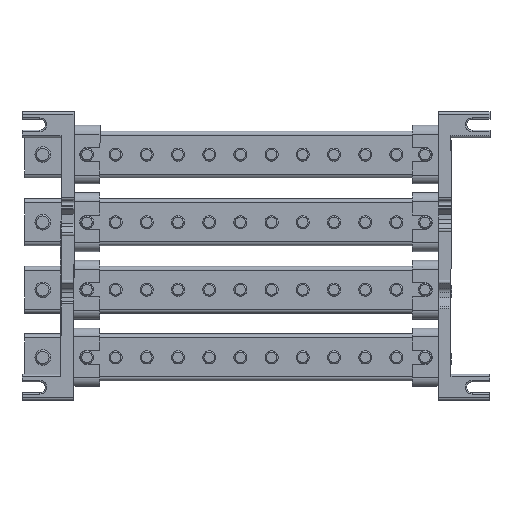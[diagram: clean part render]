
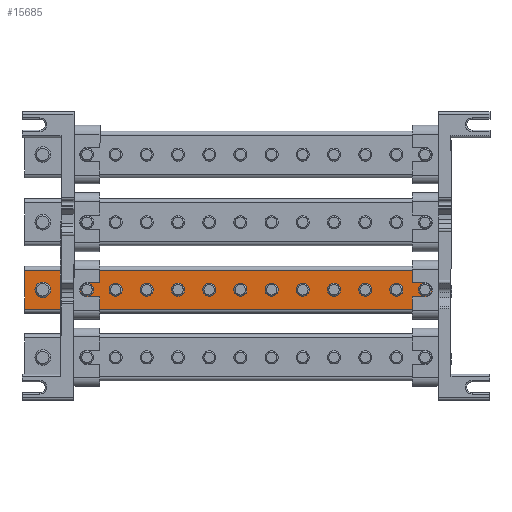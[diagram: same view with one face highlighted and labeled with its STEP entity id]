
A CAD part, front view. The second image highlights one B-rep face of the part: STEP entity #15685.
In plain terms, the highlighted face is planar.
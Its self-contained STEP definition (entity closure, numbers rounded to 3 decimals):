
#826=FACE_BOUND('',#2653,.T.);
#827=FACE_BOUND('',#2654,.T.);
#828=FACE_BOUND('',#2655,.T.);
#829=FACE_BOUND('',#2656,.T.);
#830=FACE_BOUND('',#2657,.T.);
#831=FACE_BOUND('',#2658,.T.);
#832=FACE_BOUND('',#2659,.T.);
#833=FACE_BOUND('',#2660,.T.);
#834=FACE_BOUND('',#2661,.T.);
#835=FACE_BOUND('',#2662,.T.);
#836=FACE_BOUND('',#2663,.T.);
#837=FACE_BOUND('',#2664,.T.);
#838=FACE_BOUND('',#2665,.T.);
#1119=PLANE('',#16737);
#1779=FACE_OUTER_BOUND('',#2652,.T.);
#2652=EDGE_LOOP('',(#13009,#13010,#13011,#13012));
#2653=EDGE_LOOP('',(#13013));
#2654=EDGE_LOOP('',(#13014));
#2655=EDGE_LOOP('',(#13015));
#2656=EDGE_LOOP('',(#13016));
#2657=EDGE_LOOP('',(#13017));
#2658=EDGE_LOOP('',(#13018));
#2659=EDGE_LOOP('',(#13019));
#2660=EDGE_LOOP('',(#13020));
#2661=EDGE_LOOP('',(#13021));
#2662=EDGE_LOOP('',(#13022));
#2663=EDGE_LOOP('',(#13023));
#2664=EDGE_LOOP('',(#13024));
#2665=EDGE_LOOP('',(#13025));
#3938=LINE('',#25385,#5459);
#3939=LINE('',#25388,#5460);
#3940=LINE('',#25390,#5461);
#3941=LINE('',#25391,#5462);
#5459=VECTOR('',#19431,10.);
#5460=VECTOR('',#19434,10.);
#5461=VECTOR('',#19435,10.);
#5462=VECTOR('',#19436,10.);
#6265=CIRCLE('',#16695,2.9);
#6267=CIRCLE('',#16698,2.4);
#6269=CIRCLE('',#16701,2.4);
#6271=CIRCLE('',#16704,2.4);
#6273=CIRCLE('',#16707,2.4);
#6275=CIRCLE('',#16710,2.4);
#6277=CIRCLE('',#16713,2.4);
#6279=CIRCLE('',#16716,2.4);
#6281=CIRCLE('',#16719,2.4);
#6283=CIRCLE('',#16722,2.4);
#6285=CIRCLE('',#16725,2.4);
#6287=CIRCLE('',#16728,2.4);
#6289=CIRCLE('',#16731,2.4);
#7389=VERTEX_POINT('',#25294);
#7391=VERTEX_POINT('',#25300);
#7393=VERTEX_POINT('',#25306);
#7395=VERTEX_POINT('',#25312);
#7397=VERTEX_POINT('',#25318);
#7399=VERTEX_POINT('',#25324);
#7401=VERTEX_POINT('',#25330);
#7403=VERTEX_POINT('',#25336);
#7405=VERTEX_POINT('',#25342);
#7407=VERTEX_POINT('',#25348);
#7409=VERTEX_POINT('',#25354);
#7411=VERTEX_POINT('',#25360);
#7413=VERTEX_POINT('',#25366);
#7419=VERTEX_POINT('',#25381);
#7420=VERTEX_POINT('',#25383);
#7421=VERTEX_POINT('',#25387);
#7422=VERTEX_POINT('',#25389);
#9351=EDGE_CURVE('',#7389,#7389,#6265,.T.);
#9354=EDGE_CURVE('',#7391,#7391,#6267,.T.);
#9357=EDGE_CURVE('',#7393,#7393,#6269,.T.);
#9360=EDGE_CURVE('',#7395,#7395,#6271,.T.);
#9363=EDGE_CURVE('',#7397,#7397,#6273,.T.);
#9366=EDGE_CURVE('',#7399,#7399,#6275,.T.);
#9369=EDGE_CURVE('',#7401,#7401,#6277,.T.);
#9372=EDGE_CURVE('',#7403,#7403,#6279,.T.);
#9375=EDGE_CURVE('',#7405,#7405,#6281,.T.);
#9378=EDGE_CURVE('',#7407,#7407,#6283,.T.);
#9381=EDGE_CURVE('',#7409,#7409,#6285,.T.);
#9384=EDGE_CURVE('',#7411,#7411,#6287,.T.);
#9387=EDGE_CURVE('',#7413,#7413,#6289,.T.);
#9396=EDGE_CURVE('',#7419,#7420,#3938,.T.);
#9397=EDGE_CURVE('',#7419,#7421,#3939,.T.);
#9398=EDGE_CURVE('',#7422,#7420,#3940,.T.);
#9399=EDGE_CURVE('',#7421,#7422,#3941,.T.);
#13009=ORIENTED_EDGE('',*,*,#9397,.F.);
#13010=ORIENTED_EDGE('',*,*,#9396,.T.);
#13011=ORIENTED_EDGE('',*,*,#9398,.F.);
#13012=ORIENTED_EDGE('',*,*,#9399,.F.);
#13013=ORIENTED_EDGE('',*,*,#9351,.T.);
#13014=ORIENTED_EDGE('',*,*,#9354,.T.);
#13015=ORIENTED_EDGE('',*,*,#9357,.T.);
#13016=ORIENTED_EDGE('',*,*,#9360,.T.);
#13017=ORIENTED_EDGE('',*,*,#9363,.T.);
#13018=ORIENTED_EDGE('',*,*,#9366,.T.);
#13019=ORIENTED_EDGE('',*,*,#9369,.T.);
#13020=ORIENTED_EDGE('',*,*,#9372,.T.);
#13021=ORIENTED_EDGE('',*,*,#9375,.T.);
#13022=ORIENTED_EDGE('',*,*,#9378,.T.);
#13023=ORIENTED_EDGE('',*,*,#9381,.T.);
#13024=ORIENTED_EDGE('',*,*,#9384,.T.);
#13025=ORIENTED_EDGE('',*,*,#9387,.T.);
#15685=ADVANCED_FACE('',(#1779,#826,#827,#828,#829,#830,#831,#832,#833,
#834,#835,#836,#837,#838),#1119,.T.);
#16695=AXIS2_PLACEMENT_3D('',#25295,#19330,#19331);
#16698=AXIS2_PLACEMENT_3D('',#25301,#19337,#19338);
#16701=AXIS2_PLACEMENT_3D('',#25307,#19344,#19345);
#16704=AXIS2_PLACEMENT_3D('',#25313,#19351,#19352);
#16707=AXIS2_PLACEMENT_3D('',#25319,#19358,#19359);
#16710=AXIS2_PLACEMENT_3D('',#25325,#19365,#19366);
#16713=AXIS2_PLACEMENT_3D('',#25331,#19372,#19373);
#16716=AXIS2_PLACEMENT_3D('',#25337,#19379,#19380);
#16719=AXIS2_PLACEMENT_3D('',#25343,#19386,#19387);
#16722=AXIS2_PLACEMENT_3D('',#25349,#19393,#19394);
#16725=AXIS2_PLACEMENT_3D('',#25355,#19400,#19401);
#16728=AXIS2_PLACEMENT_3D('',#25361,#19407,#19408);
#16731=AXIS2_PLACEMENT_3D('',#25367,#19414,#19415);
#16737=AXIS2_PLACEMENT_3D('',#25386,#19432,#19433);
#19330=DIRECTION('center_axis',(-1.,0.,0.));
#19331=DIRECTION('ref_axis',(0.,0.,-1.));
#19337=DIRECTION('center_axis',(-1.,0.,0.));
#19338=DIRECTION('ref_axis',(0.,0.,-1.));
#19344=DIRECTION('center_axis',(-1.,0.,0.));
#19345=DIRECTION('ref_axis',(0.,0.,-1.));
#19351=DIRECTION('center_axis',(-1.,0.,0.));
#19352=DIRECTION('ref_axis',(0.,0.,-1.));
#19358=DIRECTION('center_axis',(-1.,0.,0.));
#19359=DIRECTION('ref_axis',(0.,0.,-1.));
#19365=DIRECTION('center_axis',(-1.,0.,0.));
#19366=DIRECTION('ref_axis',(0.,0.,-1.));
#19372=DIRECTION('center_axis',(-1.,0.,0.));
#19373=DIRECTION('ref_axis',(0.,0.,-1.));
#19379=DIRECTION('center_axis',(-1.,0.,0.));
#19380=DIRECTION('ref_axis',(0.,0.,-1.));
#19386=DIRECTION('center_axis',(-1.,0.,0.));
#19387=DIRECTION('ref_axis',(0.,0.,-1.));
#19393=DIRECTION('center_axis',(-1.,0.,0.));
#19394=DIRECTION('ref_axis',(0.,0.,-1.));
#19400=DIRECTION('center_axis',(-1.,0.,0.));
#19401=DIRECTION('ref_axis',(0.,0.,-1.));
#19407=DIRECTION('center_axis',(-1.,0.,0.));
#19408=DIRECTION('ref_axis',(0.,0.,-1.));
#19414=DIRECTION('center_axis',(-1.,0.,0.));
#19415=DIRECTION('ref_axis',(0.,0.,-1.));
#19431=DIRECTION('',(0.,-1.,0.));
#19432=DIRECTION('center_axis',(1.,0.,0.));
#19433=DIRECTION('ref_axis',(0.,0.,1.));
#19434=DIRECTION('',(0.,0.,-1.));
#19435=DIRECTION('',(0.,0.,1.));
#19436=DIRECTION('',(0.,-1.,0.));
#25294=CARTESIAN_POINT('',(1.5,-7.,2.9));
#25295=CARTESIAN_POINT('Origin',(1.5,-7.,0.));
#25300=CARTESIAN_POINT('',(1.5,-154.,2.4));
#25301=CARTESIAN_POINT('Origin',(1.5,-154.,0.));
#25306=CARTESIAN_POINT('',(1.5,-143.,2.4));
#25307=CARTESIAN_POINT('Origin',(1.5,-143.,0.));
#25312=CARTESIAN_POINT('',(1.5,-131.,2.4));
#25313=CARTESIAN_POINT('Origin',(1.5,-131.,0.));
#25318=CARTESIAN_POINT('',(1.5,-119.,2.4));
#25319=CARTESIAN_POINT('Origin',(1.5,-119.,0.));
#25324=CARTESIAN_POINT('',(1.5,-107.,2.4));
#25325=CARTESIAN_POINT('Origin',(1.5,-107.,0.));
#25330=CARTESIAN_POINT('',(1.5,-95.,2.4));
#25331=CARTESIAN_POINT('Origin',(1.5,-95.,0.));
#25336=CARTESIAN_POINT('',(1.5,-83.,2.4));
#25337=CARTESIAN_POINT('Origin',(1.5,-83.,0.));
#25342=CARTESIAN_POINT('',(1.5,-71.,2.4));
#25343=CARTESIAN_POINT('Origin',(1.5,-71.,0.));
#25348=CARTESIAN_POINT('',(1.5,-59.,2.4));
#25349=CARTESIAN_POINT('Origin',(1.5,-59.,0.));
#25354=CARTESIAN_POINT('',(1.5,-47.,2.4));
#25355=CARTESIAN_POINT('Origin',(1.5,-47.,0.));
#25360=CARTESIAN_POINT('',(1.5,-35.,2.4));
#25361=CARTESIAN_POINT('Origin',(1.5,-35.,0.));
#25366=CARTESIAN_POINT('',(1.5,-24.,2.4));
#25367=CARTESIAN_POINT('Origin',(1.5,-24.,0.));
#25381=CARTESIAN_POINT('',(1.5,0.,7.5));
#25383=CARTESIAN_POINT('',(1.5,-162.,7.5));
#25385=CARTESIAN_POINT('',(1.5,0.,7.5));
#25386=CARTESIAN_POINT('Origin',(1.5,0.,-7.5));
#25387=CARTESIAN_POINT('',(1.5,0.,-7.5));
#25388=CARTESIAN_POINT('',(1.5,0.,7.5));
#25389=CARTESIAN_POINT('',(1.5,-162.,-7.5));
#25390=CARTESIAN_POINT('',(1.5,-162.,7.5));
#25391=CARTESIAN_POINT('',(1.5,0.,-7.5));
